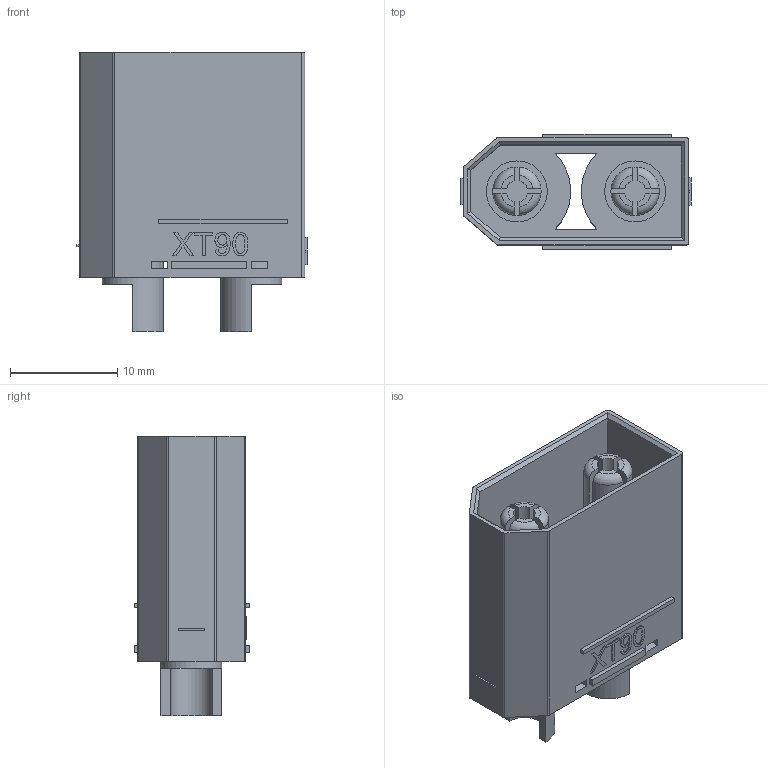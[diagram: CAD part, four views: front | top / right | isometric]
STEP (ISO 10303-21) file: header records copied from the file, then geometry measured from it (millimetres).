
FILE_DESCRIPTION(/* description */ ('Unknown'),/* implementation_level */ '2;1');
FILE_NAME(/* name */ 'FIT0588',/* time_stamp */ '2023-08-17T13:13:13+02:00',/* author */ ('Unknown'),/* organization */ ('Unknown'),/* preprocessor_version */ 'ST-DEVELOPER v18.102',/* originating_system */ 'Solid Edge',/* authorisation */ 'Unknown');
FILE_SCHEMA (('AUTOMOTIVE_DESIGN {1 0 10303 214 3 1 1}'));
Length unit declared in the file: millimetre
Products named in the file (1): FIT0588
Bounding box: 21.4 x 10.7 x 26 mm (x, y, z)
Volume: 1815.9 mm3; surface area: 3866.4 mm2
Topology: 1 solids, 1 shells, 231 faces, 618 edges, 410 vertices
Faces by surface type: plane 144, cylinder 79, torus 8
Full cylindrical faces by diameter (mm): 3.87 x2, 4.5 x2, 5.67 x4, 8.5 x2
Entity records: 8874 total; most frequent: CARTESIAN_POINT 1781, ORIENTED_EDGE 1204, DIRECTION 974, EDGE_CURVE 602, VERTEX_POINT 404, LINE 338, VECTOR 338, AXIS2_PLACEMENT_3D 318
